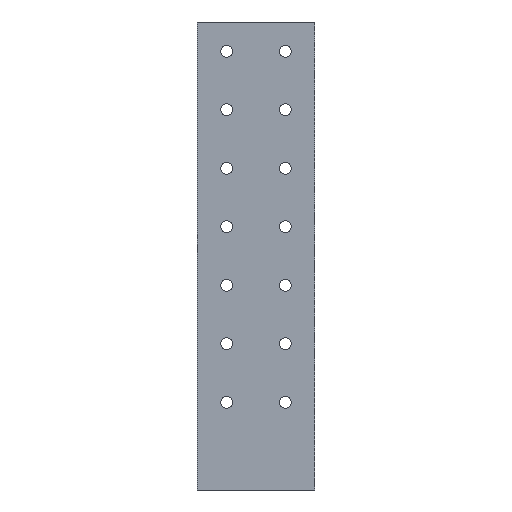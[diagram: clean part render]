
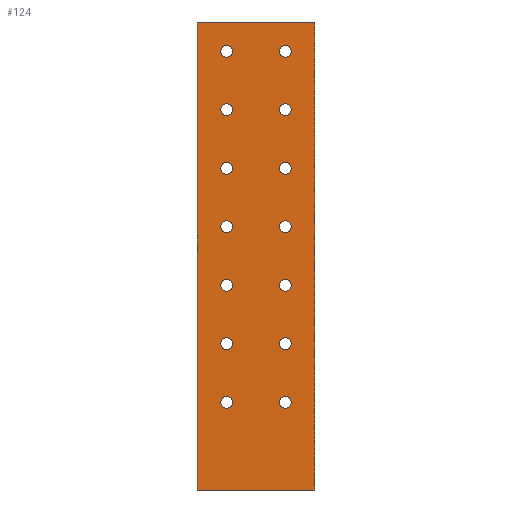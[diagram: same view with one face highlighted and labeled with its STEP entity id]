
A CAD part, front view. The second image highlights one B-rep face of the part: STEP entity #124.
In plain terms, the highlighted planar face has unit normal (0, -1, 0).
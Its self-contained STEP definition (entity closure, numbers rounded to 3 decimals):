
#124 = ADVANCED_FACE( '', ( #303, #304, #305, #306, #307, #308, #309, #310, #311, #312, #313, #314, #315, #316, #317 ), #318, .T. );
#303 = FACE_BOUND( '', #1545, .T. );
#304 = FACE_BOUND( '', #1546, .T. );
#305 = FACE_BOUND( '', #1547, .T. );
#306 = FACE_BOUND( '', #1548, .T. );
#307 = FACE_BOUND( '', #1549, .T. );
#308 = FACE_BOUND( '', #1550, .T. );
#309 = FACE_BOUND( '', #1551, .T. );
#310 = FACE_BOUND( '', #1552, .T. );
#311 = FACE_BOUND( '', #1553, .T. );
#312 = FACE_BOUND( '', #1554, .T. );
#313 = FACE_BOUND( '', #1555, .T. );
#314 = FACE_BOUND( '', #1556, .T. );
#315 = FACE_BOUND( '', #1557, .T. );
#316 = FACE_BOUND( '', #1558, .T. );
#317 = FACE_OUTER_BOUND( '', #1559, .T. );
#318 = PLANE( '', #1560 );
#1545 = EDGE_LOOP( '', ( #2078 ) );
#1546 = EDGE_LOOP( '', ( #2079 ) );
#1547 = EDGE_LOOP( '', ( #2080 ) );
#1548 = EDGE_LOOP( '', ( #2081 ) );
#1549 = EDGE_LOOP( '', ( #2082 ) );
#1550 = EDGE_LOOP( '', ( #2083 ) );
#1551 = EDGE_LOOP( '', ( #2084 ) );
#1552 = EDGE_LOOP( '', ( #2085 ) );
#1553 = EDGE_LOOP( '', ( #2086 ) );
#1554 = EDGE_LOOP( '', ( #2087 ) );
#1555 = EDGE_LOOP( '', ( #2088 ) );
#1556 = EDGE_LOOP( '', ( #2089 ) );
#1557 = EDGE_LOOP( '', ( #2090 ) );
#1558 = EDGE_LOOP( '', ( #2091 ) );
#1559 = EDGE_LOOP( '', ( #2092, #2093, #2094, #2095 ) );
#1560 = AXIS2_PLACEMENT_3D( '', #2096, #2097, #2098 );
#2078 = ORIENTED_EDGE( '', *, *, #2453, .T. );
#2079 = ORIENTED_EDGE( '', *, *, #2454, .T. );
#2080 = ORIENTED_EDGE( '', *, *, #2455, .T. );
#2081 = ORIENTED_EDGE( '', *, *, #2456, .T. );
#2082 = ORIENTED_EDGE( '', *, *, #2457, .T. );
#2083 = ORIENTED_EDGE( '', *, *, #2458, .T. );
#2084 = ORIENTED_EDGE( '', *, *, #2459, .T. );
#2085 = ORIENTED_EDGE( '', *, *, #2460, .T. );
#2086 = ORIENTED_EDGE( '', *, *, #2461, .T. );
#2087 = ORIENTED_EDGE( '', *, *, #2462, .T. );
#2088 = ORIENTED_EDGE( '', *, *, #2463, .T. );
#2089 = ORIENTED_EDGE( '', *, *, #2464, .T. );
#2090 = ORIENTED_EDGE( '', *, *, #2465, .T. );
#2091 = ORIENTED_EDGE( '', *, *, #2358, .T. );
#2092 = ORIENTED_EDGE( '', *, *, #2442, .F. );
#2093 = ORIENTED_EDGE( '', *, *, #2426, .F. );
#2094 = ORIENTED_EDGE( '', *, *, #2436, .T. );
#2095 = ORIENTED_EDGE( '', *, *, #2441, .T. );
#2096 = CARTESIAN_POINT( '', ( 50., 0., 0. ) );
#2097 = DIRECTION( '', ( 0., -1., 0. ) );
#2098 = DIRECTION( '', ( 0., 0., -1. ) );
#2358 = EDGE_CURVE( '', #2584, #2584, #2585, .T. );
#2426 = EDGE_CURVE( '', #2700, #2698, #2702, .T. );
#2436 = EDGE_CURVE( '', #2700, #2718, #2720, .T. );
#2441 = EDGE_CURVE( '', #2718, #2724, #2726, .T. );
#2442 = EDGE_CURVE( '', #2698, #2724, #2727, .T. );
#2453 = EDGE_CURVE( '', #2748, #2748, #2749, .T. );
#2454 = EDGE_CURVE( '', #2750, #2750, #2751, .T. );
#2455 = EDGE_CURVE( '', #2752, #2752, #2753, .T. );
#2456 = EDGE_CURVE( '', #2754, #2754, #2755, .T. );
#2457 = EDGE_CURVE( '', #2756, #2756, #2757, .T. );
#2458 = EDGE_CURVE( '', #2758, #2758, #2759, .T. );
#2459 = EDGE_CURVE( '', #2760, #2760, #2761, .T. );
#2460 = EDGE_CURVE( '', #2762, #2762, #2763, .T. );
#2461 = EDGE_CURVE( '', #2764, #2764, #2765, .T. );
#2462 = EDGE_CURVE( '', #2766, #2766, #2767, .T. );
#2463 = EDGE_CURVE( '', #2768, #2768, #2769, .T. );
#2464 = EDGE_CURVE( '', #2770, #2770, #2771, .T. );
#2465 = EDGE_CURVE( '', #2772, #2772, #2773, .T. );
#2584 = VERTEX_POINT( '', #3466 );
#2585 = CIRCLE( '', #3467, 5.1 );
#2698 = VERTEX_POINT( '', #3727 );
#2700 = VERTEX_POINT( '', #3730 );
#2702 = LINE( '', #3733, #3734 );
#2718 = VERTEX_POINT( '', #3752 );
#2720 = LINE( '', #3755, #3756 );
#2724 = VERTEX_POINT( '', #3763 );
#2726 = LINE( '', #3766, #3767 );
#2727 = LINE( '', #3768, #3769 );
#2748 = VERTEX_POINT( '', #3790 );
#2749 = CIRCLE( '', #3791, 5.1 );
#2750 = VERTEX_POINT( '', #3792 );
#2751 = CIRCLE( '', #3793, 5.1 );
#2752 = VERTEX_POINT( '', #3794 );
#2753 = CIRCLE( '', #3795, 5.1 );
#2754 = VERTEX_POINT( '', #3796 );
#2755 = CIRCLE( '', #3797, 5.1 );
#2756 = VERTEX_POINT( '', #3798 );
#2757 = CIRCLE( '', #3799, 5.1 );
#2758 = VERTEX_POINT( '', #3800 );
#2759 = CIRCLE( '', #3801, 5.1 );
#2760 = VERTEX_POINT( '', #3802 );
#2761 = CIRCLE( '', #3803, 5.1 );
#2762 = VERTEX_POINT( '', #3804 );
#2763 = CIRCLE( '', #3805, 5.1 );
#2764 = VERTEX_POINT( '', #3806 );
#2765 = CIRCLE( '', #3807, 5.1 );
#2766 = VERTEX_POINT( '', #3808 );
#2767 = CIRCLE( '', #3809, 5.1 );
#2768 = VERTEX_POINT( '', #3810 );
#2769 = CIRCLE( '', #3811, 5.1 );
#2770 = VERTEX_POINT( '', #3812 );
#2771 = CIRCLE( '', #3813, 5.1 );
#2772 = VERTEX_POINT( '', #3814 );
#2773 = CIRCLE( '', #3815, 5.1 );
#3466 = CARTESIAN_POINT( '', ( -25., 0., 69.9 ) );
#3467 = AXIS2_PLACEMENT_3D( '', #3953, #3954, #3955 );
#3727 = CARTESIAN_POINT( '', ( -50., 0., 0. ) );
#3730 = CARTESIAN_POINT( '', ( 50., 0., 0. ) );
#3733 = CARTESIAN_POINT( '', ( 50., 0., 0. ) );
#3734 = VECTOR( '', #4086, 1000. );
#3752 = CARTESIAN_POINT( '', ( 50., 0., 400. ) );
#3755 = CARTESIAN_POINT( '', ( 50., 0., 0. ) );
#3756 = VECTOR( '', #4108, 1000. );
#3763 = CARTESIAN_POINT( '', ( -50., 0., 400. ) );
#3766 = CARTESIAN_POINT( '', ( 50., 0., 400. ) );
#3767 = VECTOR( '', #4113, 1000. );
#3768 = CARTESIAN_POINT( '', ( -50., 0., 0. ) );
#3769 = VECTOR( '', #4114, 1000. );
#3790 = CARTESIAN_POINT( '', ( 25., 0., 369.9 ) );
#3791 = AXIS2_PLACEMENT_3D( '', #4145, #4146, #4147 );
#3792 = CARTESIAN_POINT( '', ( 25., 0., 319.9 ) );
#3793 = AXIS2_PLACEMENT_3D( '', #4148, #4149, #4150 );
#3794 = CARTESIAN_POINT( '', ( 25., 0., 269.9 ) );
#3795 = AXIS2_PLACEMENT_3D( '', #4151, #4152, #4153 );
#3796 = CARTESIAN_POINT( '', ( 25., 0., 219.9 ) );
#3797 = AXIS2_PLACEMENT_3D( '', #4154, #4155, #4156 );
#3798 = CARTESIAN_POINT( '', ( 25., 0., 169.9 ) );
#3799 = AXIS2_PLACEMENT_3D( '', #4157, #4158, #4159 );
#3800 = CARTESIAN_POINT( '', ( 25., 0., 119.9 ) );
#3801 = AXIS2_PLACEMENT_3D( '', #4160, #4161, #4162 );
#3802 = CARTESIAN_POINT( '', ( 25., 0., 69.9 ) );
#3803 = AXIS2_PLACEMENT_3D( '', #4163, #4164, #4165 );
#3804 = CARTESIAN_POINT( '', ( -25., 0., 369.9 ) );
#3805 = AXIS2_PLACEMENT_3D( '', #4166, #4167, #4168 );
#3806 = CARTESIAN_POINT( '', ( -25., 0., 319.9 ) );
#3807 = AXIS2_PLACEMENT_3D( '', #4169, #4170, #4171 );
#3808 = CARTESIAN_POINT( '', ( -25., 0., 269.9 ) );
#3809 = AXIS2_PLACEMENT_3D( '', #4172, #4173, #4174 );
#3810 = CARTESIAN_POINT( '', ( -25., 0., 219.9 ) );
#3811 = AXIS2_PLACEMENT_3D( '', #4175, #4176, #4177 );
#3812 = CARTESIAN_POINT( '', ( -25., 0., 169.9 ) );
#3813 = AXIS2_PLACEMENT_3D( '', #4178, #4179, #4180 );
#3814 = CARTESIAN_POINT( '', ( -25., 0., 119.9 ) );
#3815 = AXIS2_PLACEMENT_3D( '', #4181, #4182, #4183 );
#3953 = CARTESIAN_POINT( '', ( -25., 0., 75. ) );
#3954 = DIRECTION( '', ( 0., 1., 0. ) );
#3955 = DIRECTION( '', ( 0., 0., -1. ) );
#4086 = DIRECTION( '', ( -1., 0., 0. ) );
#4108 = DIRECTION( '', ( 0., 0., 1. ) );
#4113 = DIRECTION( '', ( -1., 0., 0. ) );
#4114 = DIRECTION( '', ( 0., 0., 1. ) );
#4145 = CARTESIAN_POINT( '', ( 25., 0., 375. ) );
#4146 = DIRECTION( '', ( 0., 1., 0. ) );
#4147 = DIRECTION( '', ( 0., 0., -1. ) );
#4148 = CARTESIAN_POINT( '', ( 25., 0., 325. ) );
#4149 = DIRECTION( '', ( 0., 1., 0. ) );
#4150 = DIRECTION( '', ( 0., 0., -1. ) );
#4151 = CARTESIAN_POINT( '', ( 25., 0., 275. ) );
#4152 = DIRECTION( '', ( 0., 1., 0. ) );
#4153 = DIRECTION( '', ( 0., 0., -1. ) );
#4154 = CARTESIAN_POINT( '', ( 25., 0., 225. ) );
#4155 = DIRECTION( '', ( 0., 1., 0. ) );
#4156 = DIRECTION( '', ( 0., 0., -1. ) );
#4157 = CARTESIAN_POINT( '', ( 25., 0., 175. ) );
#4158 = DIRECTION( '', ( 0., 1., 0. ) );
#4159 = DIRECTION( '', ( 0., 0., -1. ) );
#4160 = CARTESIAN_POINT( '', ( 25., 0., 125. ) );
#4161 = DIRECTION( '', ( 0., 1., 0. ) );
#4162 = DIRECTION( '', ( 0., 0., -1. ) );
#4163 = CARTESIAN_POINT( '', ( 25., 0., 75. ) );
#4164 = DIRECTION( '', ( 0., 1., 0. ) );
#4165 = DIRECTION( '', ( 0., 0., -1. ) );
#4166 = CARTESIAN_POINT( '', ( -25., 0., 375. ) );
#4167 = DIRECTION( '', ( 0., 1., 0. ) );
#4168 = DIRECTION( '', ( 0., 0., -1. ) );
#4169 = CARTESIAN_POINT( '', ( -25., 0., 325. ) );
#4170 = DIRECTION( '', ( 0., 1., 0. ) );
#4171 = DIRECTION( '', ( 0., 0., -1. ) );
#4172 = CARTESIAN_POINT( '', ( -25., 0., 275. ) );
#4173 = DIRECTION( '', ( 0., 1., 0. ) );
#4174 = DIRECTION( '', ( 0., 0., -1. ) );
#4175 = CARTESIAN_POINT( '', ( -25., 0., 225. ) );
#4176 = DIRECTION( '', ( 0., 1., 0. ) );
#4177 = DIRECTION( '', ( 0., 0., -1. ) );
#4178 = CARTESIAN_POINT( '', ( -25., 0., 175. ) );
#4179 = DIRECTION( '', ( 0., 1., 0. ) );
#4180 = DIRECTION( '', ( 0., 0., -1. ) );
#4181 = CARTESIAN_POINT( '', ( -25., 0., 125. ) );
#4182 = DIRECTION( '', ( 0., 1., 0. ) );
#4183 = DIRECTION( '', ( 0., 0., -1. ) );
